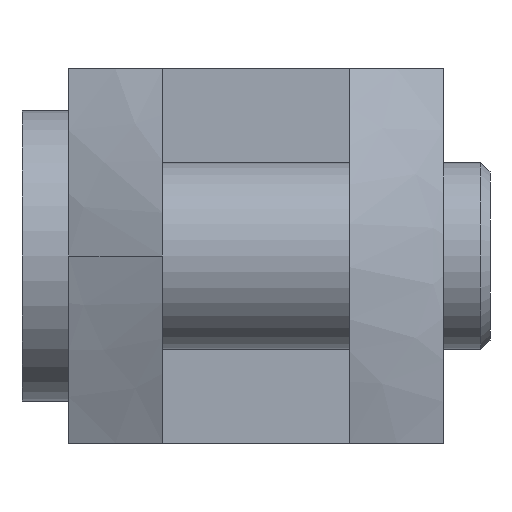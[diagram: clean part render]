
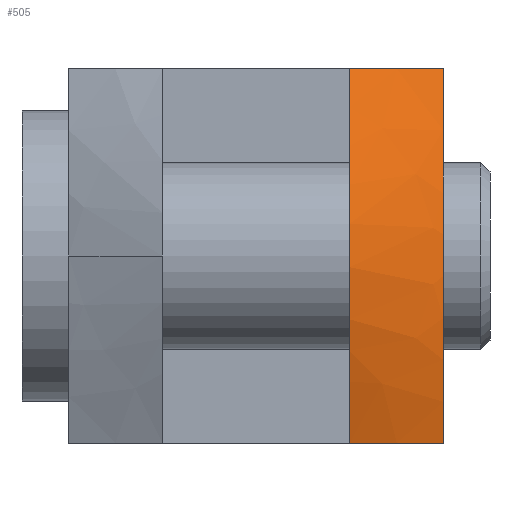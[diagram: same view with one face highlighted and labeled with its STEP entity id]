
A CAD part, front view. The second image highlights one B-rep face of the part: STEP entity #505.
In plain terms, the highlighted conical face has half-angle 69.051 degrees and reference radius 28.284 mm.
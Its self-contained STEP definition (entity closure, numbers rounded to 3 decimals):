
#17 = CARTESIAN_POINT ( 'NONE',  ( 10., 0.197, -3.358 ) ) ;
#57 = CARTESIAN_POINT ( 'NONE',  ( 20., 5.373, -13.395 ) ) ;
#94 = CARTESIAN_POINT ( 'NONE',  ( 20., 6.137, -16.712 ) ) ;
#142 = CARTESIAN_POINT ( 'NONE',  ( 10., 1.189, 8.549 ) ) ;
#263 = CARTESIAN_POINT ( 'NONE',  ( 20., 3.913, -3.388 ) ) ;
#278 = CARTESIAN_POINT ( 'NONE',  ( 20., 6.141, 16.729 ) ) ;
#287 = CARTESIAN_POINT ( 'NONE',  ( 20., 6.556, -18.36 ) ) ;
#317 = CARTESIAN_POINT ( 'NONE',  ( 10., 2.09, 11.844 ) ) ;
#362 = CARTESIAN_POINT ( 'NONE',  ( 20., 7., 20. ) ) ;
#400 = B_SPLINE_CURVE_WITH_KNOTS ( 'NONE', 3,
 ( #1987, #1816, #826, #1015, #2387, #584 ),
 .UNSPECIFIED., .F., .F.,
 ( 4, 2, 4 ),
 ( 0.064, 0.07, 0.075 ),
 .UNSPECIFIED. ) ;
#444 = CARTESIAN_POINT ( 'NONE',  ( 10., 4.732, -20. ) ) ;
#461 = CONICAL_SURFACE ( 'NONE', #1179, 28.284, 1.205 ) ;
#482 = CARTESIAN_POINT ( 'NONE',  ( 20., 3.827, 1.647 ) ) ;
#495 = CARTESIAN_POINT ( 'NONE',  ( 10., 3.633, 16.752 ) ) ;
#505 = ADVANCED_FACE ( 'NONE', ( #2303 ), #461, .T. ) ;
#508 = CARTESIAN_POINT ( 'NONE',  ( 10., 0.193, 3.541 ) ) ;
#582 = CARTESIAN_POINT ( 'NONE',  ( 10., 3.623, -16.722 ) ) ;
#584 = CARTESIAN_POINT ( 'NONE',  ( 10., 4.732, -20. ) ) ;
#595 = CARTESIAN_POINT ( 'NONE',  ( 10., 0.007, -0.747 ) ) ;
#661 = CARTESIAN_POINT ( 'NONE',  ( 20., 4.242, 6.705 ) ) ;
#674 = CARTESIAN_POINT ( 'NONE',  ( 20., 3.829, -1.712 ) ) ;
#732 = DIRECTION ( 'NONE',  ( -1., 0., 0. ) ) ;
#735 = EDGE_CURVE ( 'NONE', #1861, #1665, #1870, .T. ) ;
#768 = VERTEX_POINT ( 'NONE', #1225 ) ;
#780 = ORIENTED_EDGE ( 'NONE', *, *, #1764, .F. ) ;
#788 = EDGE_LOOP ( 'NONE', ( #780, #1399, #1592, #1786 ) ) ;
#826 = CARTESIAN_POINT ( 'NONE',  ( 16.702, 6.134, -20. ) ) ;
#841 = CARTESIAN_POINT ( 'NONE',  ( 20., 7., 20. ) ) ;
#852 = CARTESIAN_POINT ( 'NONE',  ( 20., 5.38, 13.427 ) ) ;
#867 = CARTESIAN_POINT ( 'NONE',  ( 10., 4.732, 20. ) ) ;
#874 = CARTESIAN_POINT ( 'NONE',  ( 16.702, 6.134, 20. ) ) ;
#886 = CARTESIAN_POINT ( 'NONE',  ( 13.372, 5.368, 20. ) ) ;
#895 = CARTESIAN_POINT ( 'NONE',  ( 10., 0.786, 6.892 ) ) ;
#999 = CARTESIAN_POINT ( 'NONE',  ( 10., 4.172, -18.363 ) ) ;
#1015 = CARTESIAN_POINT ( 'NONE',  ( 13.372, 5.368, -20. ) ) ;
#1030 = CARTESIAN_POINT ( 'NONE',  ( 10., 4.732, -20. ) ) ;
#1034 = CARTESIAN_POINT ( 'NONE',  ( 20., 5.03, -11.73 ) ) ;
#1046 = CARTESIAN_POINT ( 'NONE',  ( 10., 4.732, 20. ) ) ;
#1113 = VERTEX_POINT ( 'NONE', #1030 ) ;
#1139 = CARTESIAN_POINT ( 'NONE',  ( 0., 7., 0. ) ) ;
#1157 = CARTESIAN_POINT ( 'NONE',  ( 10., 0.758, -6.77 ) ) ;
#1179 = AXIS2_PLACEMENT_3D ( 'NONE', #1139, #1926, #732 ) ;
#1206 = CARTESIAN_POINT ( 'NONE',  ( 10., 1.163, -8.446 ) ) ;
#1225 = CARTESIAN_POINT ( 'NONE',  ( 10., 4.732, 20. ) ) ;
#1266 = CARTESIAN_POINT ( 'NONE',  ( 18.355, 6.555, 20. ) ) ;
#1354 = CARTESIAN_POINT ( 'NONE',  ( 10., 2.572, -13.427 ) ) ;
#1381 = CARTESIAN_POINT ( 'NONE',  ( 10., -0.002, -0.314 ) ) ;
#1399 = ORIENTED_EDGE ( 'NONE', *, *, #2006, .F. ) ;
#1425 = CARTESIAN_POINT ( 'NONE',  ( 20., 4.47, 8.396 ) ) ;
#1449 = CARTESIAN_POINT ( 'NONE',  ( 20., 3.909, 3.33 ) ) ;
#1568 = EDGE_CURVE ( 'NONE', #1665, #1113, #400, .T. ) ;
#1592 = ORIENTED_EDGE ( 'NONE', *, *, #1568, .F. ) ;
#1653 = CARTESIAN_POINT ( 'NONE',  ( 20., 7., -20. ) ) ;
#1665 = VERTEX_POINT ( 'NONE', #2411 ) ;
#1673 = CARTESIAN_POINT ( 'NONE',  ( 10., 2.589, 13.483 ) ) ;
#1764 = EDGE_CURVE ( 'NONE', #768, #1861, #1972, .T. ) ;
#1773 = CARTESIAN_POINT ( 'NONE',  ( 10., 0.316, -4.216 ) ) ;
#1786 = ORIENTED_EDGE ( 'NONE', *, *, #735, .F. ) ;
#1803 = CARTESIAN_POINT ( 'NONE',  ( 10., 0.046, -1.619 ) ) ;
#1816 = CARTESIAN_POINT ( 'NONE',  ( 18.355, 6.555, -20. ) ) ;
#1819 = CARTESIAN_POINT ( 'NONE',  ( 20., 5.036, 11.764 ) ) ;
#1832 = CARTESIAN_POINT ( 'NONE',  ( 20., 4.144, 5.861 ) ) ;
#1843 = CARTESIAN_POINT ( 'NONE',  ( 20., 6.558, 18.369 ) ) ;
#1850 = CARTESIAN_POINT ( 'NONE',  ( 11.695, 5.022, 20. ) ) ;
#1854 = CARTESIAN_POINT ( 'NONE',  ( 20., 4.602, 9.242 ) ) ;
#1861 = VERTEX_POINT ( 'NONE', #362 ) ;
#1870 = B_SPLINE_CURVE_WITH_KNOTS ( 'NONE', 3,
 ( #841, #1843, #278, #852, #1819, #1854, #1425, #661, #1832, #1449, #482, #674, #263, #2059, #2236, #1034, #57, #94, #287, #1653 ),
 .UNSPECIFIED., .F., .F.,
 ( 4, 2, 2, 2, 2, 2, 2, 2, 2, 4 ),
 ( 0.064, 0.069, 0.075, 0.077, 0.08, 0.085, 0.09, 0.095, 0.1, 0.105 ),
 .UNSPECIFIED. ) ;
#1926 = DIRECTION ( 'NONE',  ( 0., 1., 0. ) ) ;
#1972 = B_SPLINE_CURVE_WITH_KNOTS ( 'NONE', 3,
 ( #1046, #1850, #886, #874, #1266, #2023 ),
 .UNSPECIFIED., .F., .F.,
 ( 4, 2, 4 ),
 ( 0.05, 0.056, 0.061 ),
 .UNSPECIFIED. ) ;
#1987 = CARTESIAN_POINT ( 'NONE',  ( 20., 7., -20. ) ) ;
#2006 = EDGE_CURVE ( 'NONE', #1113, #768, #2229, .T. ) ;
#2023 = CARTESIAN_POINT ( 'NONE',  ( 20., 7., 20. ) ) ;
#2059 = CARTESIAN_POINT ( 'NONE',  ( 20., 4.227, -6.731 ) ) ;
#2140 = CARTESIAN_POINT ( 'NONE',  ( 10., 2.069, -11.775 ) ) ;
#2229 = B_SPLINE_CURVE_WITH_KNOTS ( 'NONE', 3,
 ( #444, #999, #582, #1354, #2140, #1206, #1157, #1773, #17, #2360, #1803, #595, #1381, #2279, #508, #895, #142, #317, #1673, #495, #2471, #867 ),
 .UNSPECIFIED., .F., .F.,
 ( 4, 2, 2, 2, 2, 2, 2, 2, 2, 2, 4 ),
 ( 0.018, 0.023, 0.028, 0.034, 0.036, 0.037, 0.039, 0.044, 0.049, 0.054, 0.06 ),
 .UNSPECIFIED. ) ;
#2236 = CARTESIAN_POINT ( 'NONE',  ( 20., 4.457, -8.399 ) ) ;
#2279 = CARTESIAN_POINT ( 'NONE',  ( 10., 0.008, 1.846 ) ) ;
#2303 = FACE_OUTER_BOUND ( 'NONE', #788, .T. ) ;
#2360 = CARTESIAN_POINT ( 'NONE',  ( 10., 0.077, -2.057 ) ) ;
#2387 = CARTESIAN_POINT ( 'NONE',  ( 11.695, 5.022, -20. ) ) ;
#2411 = CARTESIAN_POINT ( 'NONE',  ( 20., 7., -20. ) ) ;
#2471 = CARTESIAN_POINT ( 'NONE',  ( 10., 4.177, 18.378 ) ) ;
